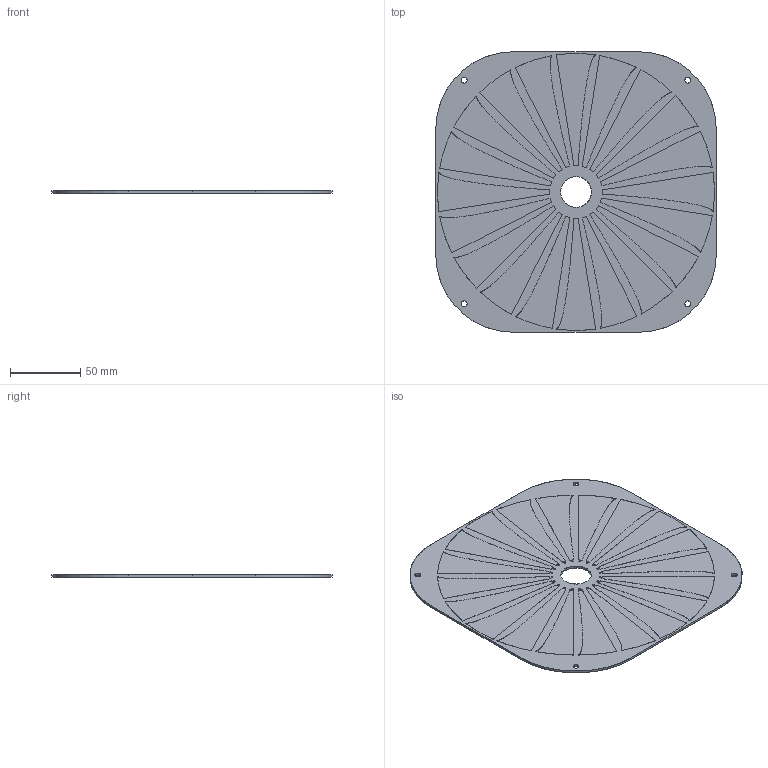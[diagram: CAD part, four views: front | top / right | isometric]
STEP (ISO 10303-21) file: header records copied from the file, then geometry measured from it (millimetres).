
FILE_DESCRIPTION(('KiCad electronic assembly'),'2;1');
FILE_NAME('Stator.step','2026-01-12T09:08:51',('Pcbnew'),('Kicad'), 'Open CASCADE STEP processor 7.9','KiCad to STEP converter','Unknown' );
FILE_SCHEMA(('AUTOMOTIVE_DESIGN { 1 0 10303 214 1 1 1 1 }'));
Length unit declared in the file: millimetre
Products named in the file (7): Stator 1; Stator_copper; Stator_via; Stator_silkscreen; Stator_soldermask; Stator_PCB
Assembly tree (6 placements, depth 2):
  Stator 1
    Stator_copper
    Stator_via
    Stator_silkscreen
    Stator_soldermask
    Stator_soldermask
    Stator_PCB
Bounding box: 200 x 200 x 1.64 mm (x, y, z)
Volume: 56583.7 mm3; surface area: 172382.2 mm2
Topology: 61 solids, 148 shells, 1958 faces, 8503 edges, 6710 vertices
Faces by surface type: plane 1525, cylinder 433
Full cylindrical faces by diameter (mm): 0.7 x20, 0.725 x40, 0.75 x20, 4.2 x4, 22 x1
Entity records: 88385 total; most frequent: CARTESIAN_POINT 17166, ORIENTED_EDGE 13750, DIRECTION 13667, EDGE_CURVE 8503, LINE 7233, VECTOR 7233, VERTEX_POINT 6716, AXIS2_PLACEMENT_3D 3217
